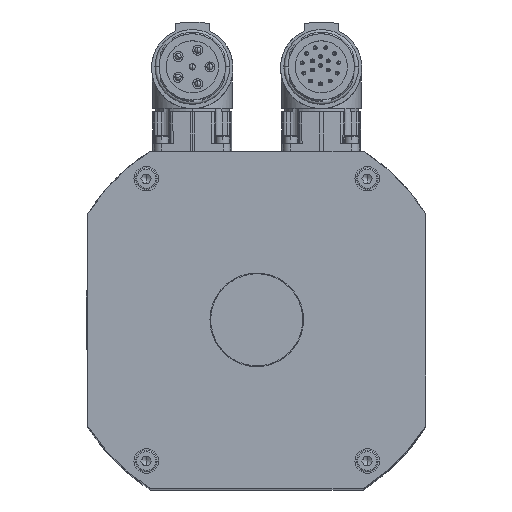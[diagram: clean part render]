
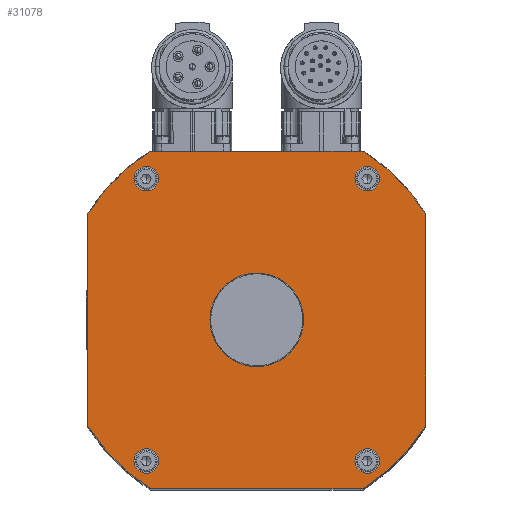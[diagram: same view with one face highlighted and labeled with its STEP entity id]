
A CAD part, top view. The second image highlights one B-rep face of the part: STEP entity #31078.
In plain terms, the highlighted planar face has unit normal (0, 0, 1).
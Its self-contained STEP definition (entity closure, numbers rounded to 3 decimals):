
#6057=CARTESIAN_POINT('',(-15.25,0.,244.));
#6058=VERTEX_POINT('',#6057);
#6074=CARTESIAN_POINT('',(15.25,0.,244.));
#6075=VERTEX_POINT('',#6074);
#6082=CARTESIAN_POINT('',(0.,0.,244.));
#6083=DIRECTION('',(0.0,0.0,-1.0));
#6084=DIRECTION('',(-1.0,0.0,0.0));
#6085=AXIS2_PLACEMENT_3D('',#6082,#6083,#6084);
#6086=CIRCLE('',#6085,15.25);
#6087=EDGE_CURVE('',#6058,#6075,#6086,.T.);
#6120=CARTESIAN_POINT('',(40.,-46.,244.));
#6121=VERTEX_POINT('',#6120);
#6137=CARTESIAN_POINT('',(32.,-46.,244.));
#6138=VERTEX_POINT('',#6137);
#6145=CARTESIAN_POINT('',(36.,-46.,244.));
#6146=DIRECTION('',(0.0,0.0,-1.0));
#6147=DIRECTION('',(1.0,0.0,0.0));
#6148=AXIS2_PLACEMENT_3D('',#6145,#6146,#6147);
#6149=CIRCLE('',#6148,4.0);
#6150=EDGE_CURVE('',#6121,#6138,#6149,.T.);
#6183=CARTESIAN_POINT('',(40.,46.,244.));
#6184=VERTEX_POINT('',#6183);
#6200=CARTESIAN_POINT('',(32.,46.,244.));
#6201=VERTEX_POINT('',#6200);
#6208=CARTESIAN_POINT('',(36.,46.,244.));
#6209=DIRECTION('',(0.0,0.0,-1.0));
#6210=DIRECTION('',(1.0,0.0,0.0));
#6211=AXIS2_PLACEMENT_3D('',#6208,#6209,#6210);
#6212=CIRCLE('',#6211,4.0);
#6213=EDGE_CURVE('',#6184,#6201,#6212,.T.);
#6246=CARTESIAN_POINT('',(-32.,46.,244.));
#6247=VERTEX_POINT('',#6246);
#6263=CARTESIAN_POINT('',(-40.,46.,244.));
#6264=VERTEX_POINT('',#6263);
#6271=CARTESIAN_POINT('',(-36.,46.,244.));
#6272=DIRECTION('',(0.0,0.0,-1.0));
#6273=DIRECTION('',(1.0,0.0,0.0));
#6274=AXIS2_PLACEMENT_3D('',#6271,#6272,#6273);
#6275=CIRCLE('',#6274,4.0);
#6276=EDGE_CURVE('',#6247,#6264,#6275,.T.);
#6309=CARTESIAN_POINT('',(-32.,-46.,244.));
#6310=VERTEX_POINT('',#6309);
#6326=CARTESIAN_POINT('',(-40.,-46.,244.));
#6327=VERTEX_POINT('',#6326);
#6334=CARTESIAN_POINT('',(-36.,-46.,244.));
#6335=DIRECTION('',(0.0,0.0,-1.0));
#6336=DIRECTION('',(1.0,0.0,0.0));
#6337=AXIS2_PLACEMENT_3D('',#6334,#6335,#6336);
#6338=CIRCLE('',#6337,4.0);
#6339=EDGE_CURVE('',#6310,#6327,#6338,.T.);
#30388=CARTESIAN_POINT('',(-36.,-46.,244.));
#30389=DIRECTION('',(0.0,0.0,-1.0));
#30390=DIRECTION('',(1.0,0.0,0.0));
#30391=AXIS2_PLACEMENT_3D('',#30388,#30389,#30390);
#30392=CIRCLE('',#30391,4.0);
#30393=EDGE_CURVE('',#6327,#6310,#30392,.T.);
#30447=CARTESIAN_POINT('',(-36.,46.,244.));
#30448=DIRECTION('',(0.0,0.0,-1.0));
#30449=DIRECTION('',(1.0,0.0,0.0));
#30450=AXIS2_PLACEMENT_3D('',#30447,#30448,#30449);
#30451=CIRCLE('',#30450,4.0);
#30452=EDGE_CURVE('',#6264,#6247,#30451,.T.);
#30512=CARTESIAN_POINT('',(36.,46.,244.));
#30513=DIRECTION('',(0.0,0.0,-1.0));
#30514=DIRECTION('',(1.0,0.0,0.0));
#30515=AXIS2_PLACEMENT_3D('',#30512,#30513,#30514);
#30516=CIRCLE('',#30515,4.0);
#30517=EDGE_CURVE('',#6201,#6184,#30516,.T.);
#30577=CARTESIAN_POINT('',(36.,-46.,244.));
#30578=DIRECTION('',(0.0,0.0,-1.0));
#30579=DIRECTION('',(1.0,0.0,0.0));
#30580=AXIS2_PLACEMENT_3D('',#30577,#30578,#30579);
#30581=CIRCLE('',#30580,4.0);
#30582=EDGE_CURVE('',#6138,#6121,#30581,.T.);
#30595=CARTESIAN_POINT('',(0.,0.,244.));
#30596=DIRECTION('',(0.0,0.0,-1.0));
#30597=DIRECTION('',(-1.0,0.0,0.0));
#30598=AXIS2_PLACEMENT_3D('',#30595,#30596,#30597);
#30599=CIRCLE('',#30598,15.25);
#30600=EDGE_CURVE('',#6075,#6058,#30599,.T.);
#30642=CARTESIAN_POINT('',(-34.641,55.,244.));
#30643=VERTEX_POINT('',#30642);
#30650=CARTESIAN_POINT('',(34.641,55.,244.));
#30651=VERTEX_POINT('',#30650);
#30652=CARTESIAN_POINT('',(-34.641,55.,244.));
#30653=DIRECTION('',(1.0,0.0,0.0));
#30654=VECTOR('',#30653,69.282);
#30655=LINE('',#30652,#30654);
#30656=EDGE_CURVE('',#30643,#30651,#30655,.T.);
#30705=CARTESIAN_POINT('',(-55.,34.641,244.));
#30706=VERTEX_POINT('',#30705);
#30713=CARTESIAN_POINT('',(0.,0.,244.));
#30714=DIRECTION('',(0.,0.,-1.0));
#30715=DIRECTION('',(-0.846,0.533,0.));
#30716=AXIS2_PLACEMENT_3D('',#30713,#30714,#30715);
#30717=CIRCLE('',#30716,65.0);
#30718=EDGE_CURVE('',#30706,#30643,#30717,.T.);
#30765=CARTESIAN_POINT('',(-55.,-34.641,244.));
#30766=VERTEX_POINT('',#30765);
#30773=CARTESIAN_POINT('',(-55.,-34.641,244.));
#30774=DIRECTION('',(0.0,1.0,0.0));
#30775=VECTOR('',#30774,69.282);
#30776=LINE('',#30773,#30775);
#30777=EDGE_CURVE('',#30766,#30706,#30776,.T.);
#30829=CARTESIAN_POINT('',(-34.641,-55.,244.));
#30830=VERTEX_POINT('',#30829);
#30837=CARTESIAN_POINT('',(0.,0.,244.));
#30838=DIRECTION('',(0.,0.,-1.));
#30839=DIRECTION('',(-0.533,-0.846,0.));
#30840=AXIS2_PLACEMENT_3D('',#30837,#30838,#30839);
#30841=CIRCLE('',#30840,65.);
#30842=EDGE_CURVE('',#30830,#30766,#30841,.T.);
#30861=CARTESIAN_POINT('',(34.641,-55.,244.));
#30862=VERTEX_POINT('',#30861);
#30869=CARTESIAN_POINT('',(34.641,-55.,244.));
#30870=DIRECTION('',(-1.0,0.0,0.0));
#30871=VECTOR('',#30870,69.282);
#30872=LINE('',#30869,#30871);
#30873=EDGE_CURVE('',#30862,#30830,#30872,.T.);
#30917=CARTESIAN_POINT('',(55.,-34.641,244.));
#30918=VERTEX_POINT('',#30917);
#30925=CARTESIAN_POINT('',(0.,0.,244.));
#30926=DIRECTION('',(0.,0.,-1.));
#30927=DIRECTION('',(0.846,-0.533,0.));
#30928=AXIS2_PLACEMENT_3D('',#30925,#30926,#30927);
#30929=CIRCLE('',#30928,65.0);
#30930=EDGE_CURVE('',#30918,#30862,#30929,.T.);
#30977=CARTESIAN_POINT('',(55.,34.641,244.));
#30978=VERTEX_POINT('',#30977);
#30985=CARTESIAN_POINT('',(55.,34.641,244.));
#30986=DIRECTION('',(0.0,-1.0,0.0));
#30987=VECTOR('',#30986,69.282);
#30988=LINE('',#30985,#30987);
#30989=EDGE_CURVE('',#30978,#30918,#30988,.T.);
#31032=CARTESIAN_POINT('',(0.,0.,244.));
#31033=DIRECTION('',(0.,0.,-1.));
#31034=DIRECTION('',(0.533,0.846,0.));
#31035=AXIS2_PLACEMENT_3D('',#31032,#31033,#31034);
#31036=CIRCLE('',#31035,65.);
#31037=EDGE_CURVE('',#30651,#30978,#31036,.T.);
#31043=CARTESIAN_POINT('',(0.,0.,244.));
#31044=DIRECTION('',(0.0,0.0,-1.0));
#31045=DIRECTION('',(-1.0,0.0,0.0));
#31046=AXIS2_PLACEMENT_3D('',#31043,#31044,#31045);
#31047=PLANE('',#31046);
#31048=ORIENTED_EDGE('',*,*,#30656,.F.);
#31049=ORIENTED_EDGE('',*,*,#30718,.F.);
#31050=ORIENTED_EDGE('',*,*,#30777,.F.);
#31051=ORIENTED_EDGE('',*,*,#30842,.F.);
#31052=ORIENTED_EDGE('',*,*,#30873,.F.);
#31053=ORIENTED_EDGE('',*,*,#30930,.F.);
#31054=ORIENTED_EDGE('',*,*,#30989,.F.);
#31055=ORIENTED_EDGE('',*,*,#31037,.F.);
#31056=EDGE_LOOP('',(#31048,#31049,#31050,#31051,#31052,#31053,#31054,#31055));
#31057=FACE_OUTER_BOUND('',#31056,.T.);
#31058=ORIENTED_EDGE('',*,*,#6339,.T.);
#31059=ORIENTED_EDGE('',*,*,#30393,.T.);
#31060=EDGE_LOOP('',(#31058,#31059));
#31061=FACE_BOUND('',#31060,.T.);
#31062=ORIENTED_EDGE('',*,*,#6276,.T.);
#31063=ORIENTED_EDGE('',*,*,#30452,.T.);
#31064=EDGE_LOOP('',(#31062,#31063));
#31065=FACE_BOUND('',#31064,.T.);
#31066=ORIENTED_EDGE('',*,*,#6213,.T.);
#31067=ORIENTED_EDGE('',*,*,#30517,.T.);
#31068=EDGE_LOOP('',(#31066,#31067));
#31069=FACE_BOUND('',#31068,.T.);
#31070=ORIENTED_EDGE('',*,*,#6150,.T.);
#31071=ORIENTED_EDGE('',*,*,#30582,.T.);
#31072=EDGE_LOOP('',(#31070,#31071));
#31073=FACE_BOUND('',#31072,.T.);
#31074=ORIENTED_EDGE('',*,*,#30600,.T.);
#31075=ORIENTED_EDGE('',*,*,#6087,.T.);
#31076=EDGE_LOOP('',(#31074,#31075));
#31077=FACE_BOUND('',#31076,.T.);
#31078=ADVANCED_FACE('',(#31057,#31061,#31065,#31069,#31073,#31077),#31047,.F.);
